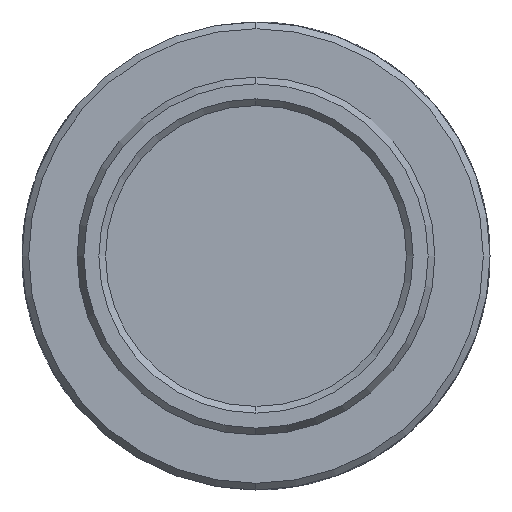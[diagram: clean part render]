
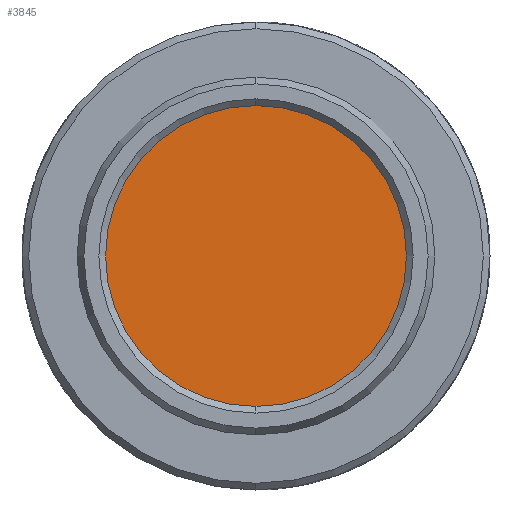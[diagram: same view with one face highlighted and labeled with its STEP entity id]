
A CAD part, left-side view. The second image highlights one B-rep face of the part: STEP entity #3845.
In plain terms, the highlighted planar face has unit normal (-1, 0, 0).
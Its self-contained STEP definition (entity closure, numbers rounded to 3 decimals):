
#164 = DIRECTION ( 'NONE',  ( 1., 0., 0. ) ) ;
#292 = CARTESIAN_POINT ( 'NONE',  ( 2.794, 0., 0. ) ) ;
#609 = FACE_OUTER_BOUND ( 'NONE', #8765, .T. ) ;
#1373 = CARTESIAN_POINT ( 'NONE',  ( 2.794, -3.599, -5.232 ) ) ;
#2228 = DIRECTION ( 'NONE',  ( 1., 0., 0. ) ) ;
#2364 = DIRECTION ( 'NONE',  ( 0., -0.567, -0.824 ) ) ;
#3088 = CIRCLE ( 'NONE', #8033, 6.35 ) ;
#3845 = ADVANCED_FACE ( 'NONE', ( #609 ), #5795, .F. ) ;
#4038 = AXIS2_PLACEMENT_3D ( 'NONE', #292, #6497, #2364 ) ;
#4270 = CARTESIAN_POINT ( 'NONE',  ( 2.794, 0., 0. ) ) ;
#4284 = VERTEX_POINT ( 'NONE', #1373 ) ;
#4646 = EDGE_CURVE ( 'NONE', #6406, #4284, #3088, .T. ) ;
#4976 = DIRECTION ( 'NONE',  ( 0., -0.567, -0.824 ) ) ;
#5795 = PLANE ( 'NONE',  #4038 ) ;
#5980 = CIRCLE ( 'NONE', #6420, 6.35 ) ;
#6269 = EDGE_CURVE ( 'NONE', #4284, #6406, #5980, .T. ) ;
#6355 = CARTESIAN_POINT ( 'NONE',  ( 2.794, 0., 0. ) ) ;
#6406 = VERTEX_POINT ( 'NONE', #7223 ) ;
#6420 = AXIS2_PLACEMENT_3D ( 'NONE', #4270, #164, #4976 ) ;
#6497 = DIRECTION ( 'NONE',  ( 1., 0., 0. ) ) ;
#6521 = ORIENTED_EDGE ( 'NONE', *, *, #6269, .F. ) ;
#7059 = DIRECTION ( 'NONE',  ( 0., -0.567, -0.824 ) ) ;
#7223 = CARTESIAN_POINT ( 'NONE',  ( 2.794, 3.599, 5.232 ) ) ;
#7968 = ORIENTED_EDGE ( 'NONE', *, *, #4646, .F. ) ;
#8033 = AXIS2_PLACEMENT_3D ( 'NONE', #6355, #2228, #7059 ) ;
#8765 = EDGE_LOOP ( 'NONE', ( #6521, #7968 ) ) ;
